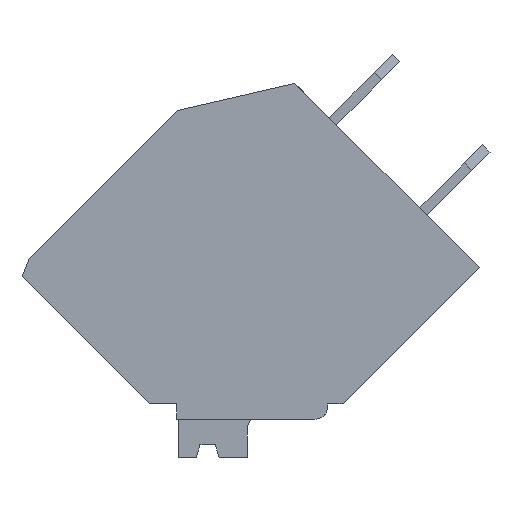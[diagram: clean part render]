
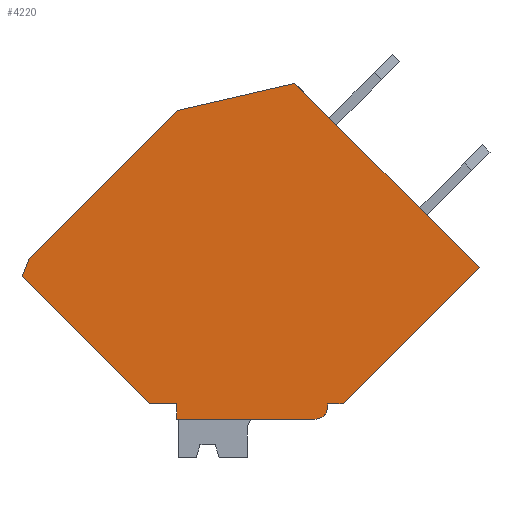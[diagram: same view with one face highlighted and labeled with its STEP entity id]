
A CAD part, left-side view. The second image highlights one B-rep face of the part: STEP entity #4220.
In plain terms, the highlighted planar face has unit normal (-1, 0, 0).
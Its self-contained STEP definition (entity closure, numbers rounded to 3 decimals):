
#923=DIRECTION('',(0.,-1.,0.));
#924=VECTOR('',#923,5.4);
#925=CARTESIAN_POINT('',(3.15,2.55,-6.15));
#926=LINE('',#925,#924);
#941=DIRECTION('',(0.,-0.707,0.707));
#942=VECTOR('',#941,8.2);
#943=CARTESIAN_POINT('',(3.15,8.332,0.129));
#944=LINE('',#943,#942);
#945=DIRECTION('',(0.,-0.974,0.225));
#946=VECTOR('',#945,4.717);
#947=CARTESIAN_POINT('',(3.15,2.533,5.927));
#948=LINE('',#947,#946);
#949=DIRECTION('',(0.,-0.707,-0.707));
#950=VECTOR('',#949,10.2);
#951=CARTESIAN_POINT('',(3.15,-2.063,6.988));
#952=LINE('',#951,#950);
#953=DIRECTION('',(0.,0.707,-0.707));
#954=VECTOR('',#953,7.531);
#955=CARTESIAN_POINT('',(3.15,-9.275,-0.225));
#956=LINE('',#955,#954);
#957=DIRECTION('',(0.,1.,0.));
#958=VECTOR('',#957,0.6);
#959=CARTESIAN_POINT('',(3.15,-3.95,-5.55));
#960=LINE('',#959,#958);
#961=CARTESIAN_POINT('',(3.15,-2.85,-5.65));
#962=DIRECTION('',(1.,0.,0.));
#963=DIRECTION('',(0.,-1.,0.));
#964=AXIS2_PLACEMENT_3D('',#961,#962,#963);
#966=DIRECTION('',(0.,1.,0.));
#967=VECTOR('',#966,1.093);
#968=CARTESIAN_POINT('',(3.15,2.55,-5.55));
#969=LINE('',#968,#967);
#970=DIRECTION('',(0.,0.707,0.707));
#971=VECTOR('',#970,7.031);
#972=CARTESIAN_POINT('',(3.15,3.643,-5.55));
#973=LINE('',#972,#971);
#974=DIRECTION('',(0.,-0.371,0.928));
#975=VECTOR('',#974,0.762);
#976=CARTESIAN_POINT('',(3.15,8.615,-0.578));
#977=LINE('',#976,#975);
#1386=DIRECTION('',(0.,0.,1.));
#1387=VECTOR('',#1386,0.1);
#1388=CARTESIAN_POINT('',(3.15,-3.35,-5.65));
#1389=LINE('',#1388,#1387);
#1414=DIRECTION('',(0.,0.,1.));
#1415=VECTOR('',#1414,0.6);
#1416=CARTESIAN_POINT('',(3.15,2.55,-6.15));
#1417=LINE('',#1416,#1415);
#2625=CARTESIAN_POINT('',(3.15,2.55,-5.55));
#2626=VERTEX_POINT('',#2625);
#2627=CARTESIAN_POINT('',(3.15,3.643,-5.55));
#2628=VERTEX_POINT('',#2627);
#2670=CARTESIAN_POINT('',(3.15,-3.95,-5.55));
#2671=CARTESIAN_POINT('',(3.15,-3.35,-5.55));
#2672=VERTEX_POINT('',#2670);
#2673=VERTEX_POINT('',#2671);
#2674=CARTESIAN_POINT('',(3.15,8.332,0.129));
#2675=CARTESIAN_POINT('',(3.15,2.533,5.927));
#2676=VERTEX_POINT('',#2674);
#2677=VERTEX_POINT('',#2675);
#2678=CARTESIAN_POINT('',(3.15,8.615,-0.578));
#2679=VERTEX_POINT('',#2678);
#2680=CARTESIAN_POINT('',(3.15,2.55,-6.15));
#2681=VERTEX_POINT('',#2680);
#2682=CARTESIAN_POINT('',(3.15,-2.85,-6.15));
#2683=VERTEX_POINT('',#2682);
#2684=CARTESIAN_POINT('',(3.15,-3.35,-5.65));
#2685=VERTEX_POINT('',#2684);
#2686=CARTESIAN_POINT('',(3.15,-9.275,-0.225));
#2687=VERTEX_POINT('',#2686);
#2688=CARTESIAN_POINT('',(3.15,-2.063,6.988));
#2689=VERTEX_POINT('',#2688);
#4196=CARTESIAN_POINT('',(3.15,-0.33,0.419));
#4197=DIRECTION('',(1.,0.,0.));
#4198=DIRECTION('',(0.,-1.,0.));
#4199=AXIS2_PLACEMENT_3D('',#4196,#4197,#4198);
#4200=PLANE('',#4199);
#4201=ORIENTED_EDGE('',*,*,#3793,.T.);
#4203=ORIENTED_EDGE('',*,*,#4202,.T.);
#4205=ORIENTED_EDGE('',*,*,#4204,.T.);
#4206=ORIENTED_EDGE('',*,*,#3868,.T.);
#4207=ORIENTED_EDGE('',*,*,#3907,.T.);
#4209=ORIENTED_EDGE('',*,*,#4208,.F.);
#4211=ORIENTED_EDGE('',*,*,#4210,.T.);
#4212=ORIENTED_EDGE('',*,*,#4178,.F.);
#4214=ORIENTED_EDGE('',*,*,#4213,.T.);
#4215=ORIENTED_EDGE('',*,*,#2859,.T.);
#4216=ORIENTED_EDGE('',*,*,#3743,.T.);
#4217=ORIENTED_EDGE('',*,*,#3762,.T.);
#4218=EDGE_LOOP('',(#4201,#4203,#4205,#4206,#4207,#4209,#4211,#4212,#4214,#4215,
#4216,#4217));
#4219=FACE_OUTER_BOUND('',#4218,.F.);
#4220=ADVANCED_FACE('',(#4219),#4200,.F.);
#965=CIRCLE('',#964,0.5);
#2859=EDGE_CURVE('',#2626,#2628,#969,.T.);
#3743=EDGE_CURVE('',#2628,#2679,#973,.T.);
#3762=EDGE_CURVE('',#2679,#2676,#977,.T.);
#3793=EDGE_CURVE('',#2676,#2677,#944,.T.);
#3868=EDGE_CURVE('',#2687,#2672,#956,.T.);
#3907=EDGE_CURVE('',#2672,#2673,#960,.T.);
#4178=EDGE_CURVE('',#2681,#2683,#926,.T.);
#4202=EDGE_CURVE('',#2677,#2689,#948,.T.);
#4204=EDGE_CURVE('',#2689,#2687,#952,.T.);
#4208=EDGE_CURVE('',#2685,#2673,#1389,.T.);
#4210=EDGE_CURVE('',#2685,#2683,#965,.T.);
#4213=EDGE_CURVE('',#2681,#2626,#1417,.T.);
